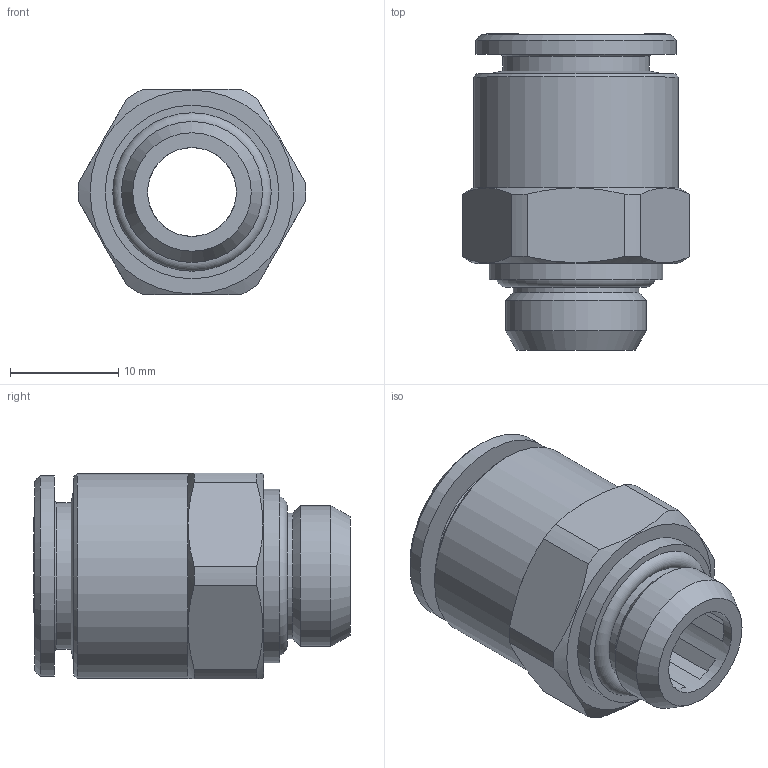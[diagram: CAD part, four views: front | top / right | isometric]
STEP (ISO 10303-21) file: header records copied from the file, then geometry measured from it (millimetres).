
FILE_DESCRIPTION( ( 'STEP AP214' ), '1' );
FILE_NAME( 'AP020062.stp', '2021-04-19T14:16:55', ( 'License CC BY-ND 4.0' ), ( 'CADENAS' ), ' ', 'PARTsolutions', ' ' );
FILE_SCHEMA( ( 'AUTOMOTIVE_DESIGN { 1 0 10303 214 1 1 1 1 }' ) );
Length unit declared in the file: millimetre
Products named in the file (2): AP020062; Rivoluzione2
Assembly tree (1 placements, depth 2):
  AP020062
    Rivoluzione2
Bounding box: 20.99 x 29.2 x 19 mm (x, y, z)
Volume: 4094.8 mm3; surface area: 3277.7 mm2
Topology: 1 solids, 1 shells, 168 faces, 439 edges, 290 vertices
Faces by surface type: plane 103, bspline 40, cylinder 14, cone 10, torus 1
Full cylindrical faces by diameter (mm): 8.2 x1, 11.6 x1, 12.15 x1, 13 x1, 13.5 x1, 16 x1, 18.5 x1, 18.9 x1
Entity records: 8708 total; most frequent: CARTESIAN_POINT 3568, ORIENTED_EDGE 834, DIRECTION 616, EDGE_CURVE 417, VERTEX_POINT 287, LINE 262, VECTOR 262, EDGE_LOOP 206
